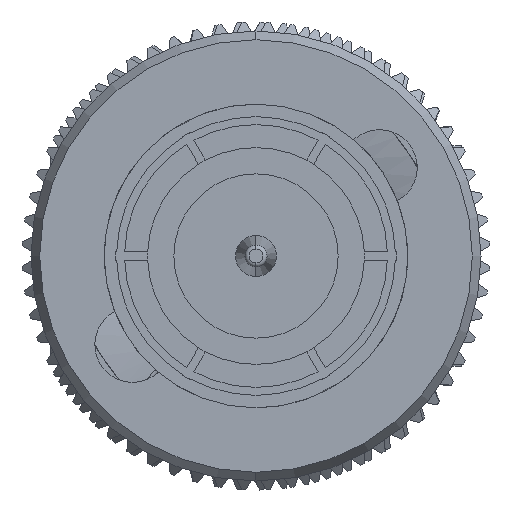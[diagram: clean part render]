
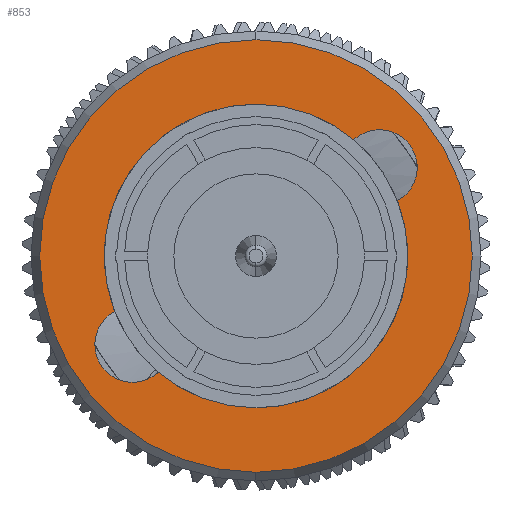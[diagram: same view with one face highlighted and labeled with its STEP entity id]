
A CAD part, left-side view. The second image highlights one B-rep face of the part: STEP entity #853.
In plain terms, the highlighted planar face has unit normal (-1, 0, 0).
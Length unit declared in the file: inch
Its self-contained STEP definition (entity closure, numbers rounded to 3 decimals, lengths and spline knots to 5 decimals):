
#2 = CIRCLE ( 'NONE', #6931, 0.18494 ) ;
#533 = VERTEX_POINT ( 'NONE', #1178 ) ;
#853 = ADVANCED_FACE ( 'NONE', ( #4639, #6314 ), #3862, .F. ) ;
#1044 = DIRECTION ( 'NONE',  ( -1., 0., 0. ) ) ;
#1085 = AXIS2_PLACEMENT_3D ( 'NONE', #7692, #16671, #5897 ) ;
#1178 = CARTESIAN_POINT ( 'NONE',  ( 0.33873, 0., -0.18494 ) ) ;
#1695 = CIRCLE ( 'NONE', #3010, 0.26339 ) ;
#2016 = AXIS2_PLACEMENT_3D ( 'NONE', #4208, #18733, #9850 ) ;
#2174 = CIRCLE ( 'NONE', #22954, 0.18494 ) ;
#2548 = EDGE_CURVE ( 'NONE', #11809, #533, #2, .T. ) ;
#3010 = AXIS2_PLACEMENT_3D ( 'NONE', #14644, #11127, #7466 ) ;
#3537 = CARTESIAN_POINT ( 'NONE',  ( 0.33873, 0., 0. ) ) ;
#3546 = ORIENTED_EDGE ( 'NONE', *, *, #3987, .F. ) ;
#3638 = AXIS2_PLACEMENT_3D ( 'NONE', #3537, #16120, #5343 ) ;
#3862 = PLANE ( 'NONE',  #5709 ) ;
#3987 = EDGE_CURVE ( 'NONE', #7359, #21009, #10100, .T. ) ;
#4208 = CARTESIAN_POINT ( 'NONE',  ( 0.33873, 0.15026, -0.10782 ) ) ;
#4520 = ORIENTED_EDGE ( 'NONE', *, *, #23297, .F. ) ;
#4639 = FACE_OUTER_BOUND ( 'NONE', #18340, .T. ) ;
#4795 = CARTESIAN_POINT ( 'NONE',  ( 0.33873, 0., -0.26339 ) ) ;
#5006 = CARTESIAN_POINT ( 'NONE',  ( 0.33873, 0.17222, -0.0674 ) ) ;
#5343 = DIRECTION ( 'NONE',  ( 0., 0., 1. ) ) ;
#5709 = AXIS2_PLACEMENT_3D ( 'NONE', #7527, #19885, #12813 ) ;
#5897 = DIRECTION ( 'NONE',  ( 0., 0., -1. ) ) ;
#6314 = FACE_BOUND ( 'NONE', #7462, .T. ) ;
#6461 = DIRECTION ( 'NONE',  ( 0., 0., -1. ) ) ;
#6520 = DIRECTION ( 'NONE',  ( -1., 0., 0. ) ) ;
#6647 = AXIS2_PLACEMENT_3D ( 'NONE', #11534, #15151, #15465 ) ;
#6837 = CARTESIAN_POINT ( 'NONE',  ( 0.33873, -0.15026, 0.15382 ) ) ;
#6931 = AXIS2_PLACEMENT_3D ( 'NONE', #13722, #22429, #6461 ) ;
#7359 = VERTEX_POINT ( 'NONE', #19578 ) ;
#7462 = EDGE_LOOP ( 'NONE', ( #3546, #19669, #7569, #4520, #14175, #18685, #9972 ) ) ;
#7466 = DIRECTION ( 'NONE',  ( 0., 0., 1. ) ) ;
#7474 = VERTEX_POINT ( 'NONE', #23025 ) ;
#7527 = CARTESIAN_POINT ( 'NONE',  ( 0.33873, 0., -0.26339 ) ) ;
#7569 = ORIENTED_EDGE ( 'NONE', *, *, #22274, .F. ) ;
#7692 = CARTESIAN_POINT ( 'NONE',  ( 0.33873, -0.15026, 0.10782 ) ) ;
#7877 = AXIS2_PLACEMENT_3D ( 'NONE', #8177, #6520, #15363 ) ;
#8177 = CARTESIAN_POINT ( 'NONE',  ( 0.33873, -0.15026, 0.10782 ) ) ;
#8252 = ORIENTED_EDGE ( 'NONE', *, *, #21698, .T. ) ;
#9063 = CARTESIAN_POINT ( 'NONE',  ( 0.33873, 0., 0.18494 ) ) ;
#9341 = CARTESIAN_POINT ( 'NONE',  ( 0.33873, -0.17222, 0.0674 ) ) ;
#9850 = DIRECTION ( 'NONE',  ( 0., 0., 1. ) ) ;
#9972 = ORIENTED_EDGE ( 'NONE', *, *, #14736, .F. ) ;
#10100 = CIRCLE ( 'NONE', #6647, 0.18494 ) ;
#11127 = DIRECTION ( 'NONE',  ( -1., 0., 0. ) ) ;
#11534 = CARTESIAN_POINT ( 'NONE',  ( 0.33873, 0., 0. ) ) ;
#11809 = VERTEX_POINT ( 'NONE', #15095 ) ;
#11910 = DIRECTION ( 'NONE',  ( 0., 0., -1. ) ) ;
#12079 = ORIENTED_EDGE ( 'NONE', *, *, #21143, .T. ) ;
#12813 = DIRECTION ( 'NONE',  ( 0., 0., -1. ) ) ;
#13375 = VERTEX_POINT ( 'NONE', #9341 ) ;
#13722 = CARTESIAN_POINT ( 'NONE',  ( 0.33873, 0., 0. ) ) ;
#14175 = ORIENTED_EDGE ( 'NONE', *, *, #2548, .F. ) ;
#14644 = CARTESIAN_POINT ( 'NONE',  ( 0.33873, 0., 0. ) ) ;
#14736 = EDGE_CURVE ( 'NONE', #21009, #17296, #22750, .T. ) ;
#15095 = CARTESIAN_POINT ( 'NONE',  ( 0.33873, 0.11901, -0.14157 ) ) ;
#15134 = EDGE_CURVE ( 'NONE', #17296, #11809, #19936, .T. ) ;
#15151 = DIRECTION ( 'NONE',  ( -1., 0., 0. ) ) ;
#15363 = DIRECTION ( 'NONE',  ( 0., 0., -1. ) ) ;
#15465 = DIRECTION ( 'NONE',  ( 0., 0., -1. ) ) ;
#15685 = CARTESIAN_POINT ( 'NONE',  ( 0.33873, 0., 0. ) ) ;
#16103 = EDGE_CURVE ( 'NONE', #21982, #7359, #21311, .T. ) ;
#16120 = DIRECTION ( 'NONE',  ( -1., 0., 0. ) ) ;
#16571 = CIRCLE ( 'NONE', #1085, 0.046 ) ;
#16671 = DIRECTION ( 'NONE',  ( -1., 0., 0. ) ) ;
#17169 = CARTESIAN_POINT ( 'NONE',  ( 0.33873, 0., 0. ) ) ;
#17296 = VERTEX_POINT ( 'NONE', #5006 ) ;
#18272 = CIRCLE ( 'NONE', #3638, 0.26339 ) ;
#18340 = EDGE_LOOP ( 'NONE', ( #8252, #12079 ) ) ;
#18685 = ORIENTED_EDGE ( 'NONE', *, *, #15134, .F. ) ;
#18733 = DIRECTION ( 'NONE',  ( -1., 0., 0. ) ) ;
#19578 = CARTESIAN_POINT ( 'NONE',  ( 0.33873, -0.11901, 0.14157 ) ) ;
#19669 = ORIENTED_EDGE ( 'NONE', *, *, #16103, .F. ) ;
#19885 = DIRECTION ( 'NONE',  ( 1., 0., 0. ) ) ;
#19936 = CIRCLE ( 'NONE', #2016, 0.046 ) ;
#21009 = VERTEX_POINT ( 'NONE', #9063 ) ;
#21071 = DIRECTION ( 'NONE',  ( -1., 0., 0. ) ) ;
#21143 = EDGE_CURVE ( 'NONE', #7474, #21470, #1695, .T. ) ;
#21153 = DIRECTION ( 'NONE',  ( 0., 0., -1. ) ) ;
#21311 = CIRCLE ( 'NONE', #7877, 0.046 ) ;
#21470 = VERTEX_POINT ( 'NONE', #4795 ) ;
#21698 = EDGE_CURVE ( 'NONE', #21470, #7474, #18272, .T. ) ;
#21982 = VERTEX_POINT ( 'NONE', #6837 ) ;
#22061 = AXIS2_PLACEMENT_3D ( 'NONE', #17169, #1044, #11910 ) ;
#22274 = EDGE_CURVE ( 'NONE', #13375, #21982, #16571, .T. ) ;
#22429 = DIRECTION ( 'NONE',  ( -1., 0., 0. ) ) ;
#22750 = CIRCLE ( 'NONE', #22061, 0.18494 ) ;
#22954 = AXIS2_PLACEMENT_3D ( 'NONE', #15685, #21071, #21153 ) ;
#23025 = CARTESIAN_POINT ( 'NONE',  ( 0.33873, 0., 0.26339 ) ) ;
#23297 = EDGE_CURVE ( 'NONE', #533, #13375, #2174, .T. ) ;
